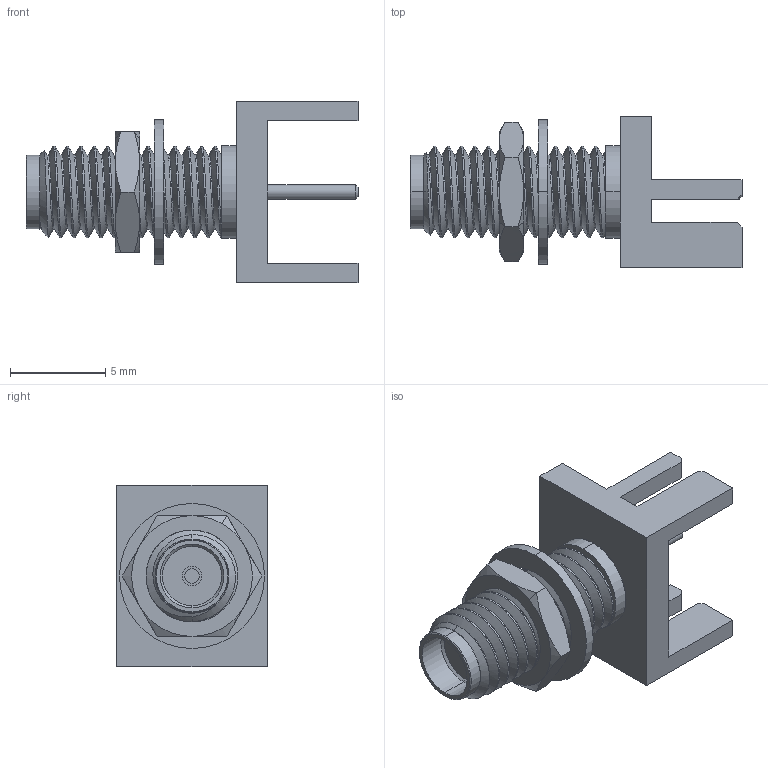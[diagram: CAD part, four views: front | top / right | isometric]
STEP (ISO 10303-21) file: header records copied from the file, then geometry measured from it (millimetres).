
FILE_DESCRIPTION (( 'STEP AP214' ), '1' );
FILE_NAME ('SC8702_3D.step', '2024-08-30T15:38:14', ( '' ), ( '' ), 'SwSTEP 2.0', 'SolidWorks 2022', '' );
FILE_SCHEMA (( 'AUTOMOTIVE_DESIGN' ));
Length unit declared in the file: inch
Products named in the file (1): SC8702_3D
Bounding box: 17.45 x 7.92 x 9.53 mm (x, y, z)
Volume: 342.8 mm3; surface area: 796.9 mm2
Topology: 4 solids, 5 shells, 136 faces, 334 edges, 215 vertices
Faces by surface type: cylinder 52, plane 45, cone 29, bspline 10
Entity records: 8514 total; most frequent: CARTESIAN_POINT 5504, ORIENTED_EDGE 668, DIRECTION 538, EDGE_CURVE 334, VERTEX_POINT 215, AXIS2_PLACEMENT_3D 200, EDGE_LOOP 149, LINE 138
